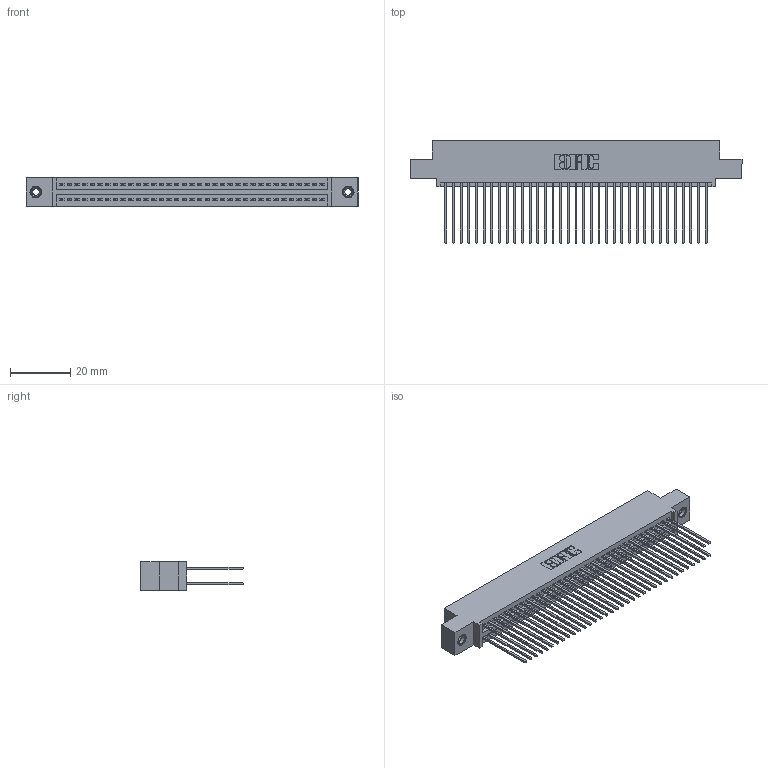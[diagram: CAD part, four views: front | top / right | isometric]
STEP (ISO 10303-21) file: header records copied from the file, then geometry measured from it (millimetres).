
FILE_DESCRIPTION (( 'STEP AP203' ), '1' );
FILE_NAME ('395-070-541-508.STEP', '2019-10-24T01:05:06', ( '' ), ( '' ), 'SwSTEP 2.0', 'SolidWorks 2016', '' );
FILE_SCHEMA (( 'CONFIG_CONTROL_DESIGN' ));
Length unit declared in the file: inch
Products named in the file (4): 345 Part_0.110 Offset - 0.156 Dia-TI; 345-292-001_345-293-141; 345-250-001_345-250-003-102; 395-070-541-508
Assembly tree (73 placements, depth 2):
  395-070-541-508
    345 Part_0.110 Offset - 0.156 Dia-TI
    345-292-001_345-293-141  x70
    345-250-001_345-250-003-102  x2
Bounding box: 110.11 x 33.96 x 9.4 mm (x, y, z)
Volume: 10952.8 mm3; surface area: 18048.7 mm2
Topology: 73 solids, 73 shells, 3690 faces, 10919 edges, 7178 vertices
Faces by surface type: plane 2426, cylinder 1248, cone 12, torus 4
Entity records: 29740 total; most frequent: CARTESIAN_POINT 4975, ORIENTED_EDGE 4902, DIRECTION 4421, EDGE_CURVE 2451, VECTOR 2159, LINE 2159, VERTEX_POINT 1628, AXIS2_PLACEMENT_3D 1131
